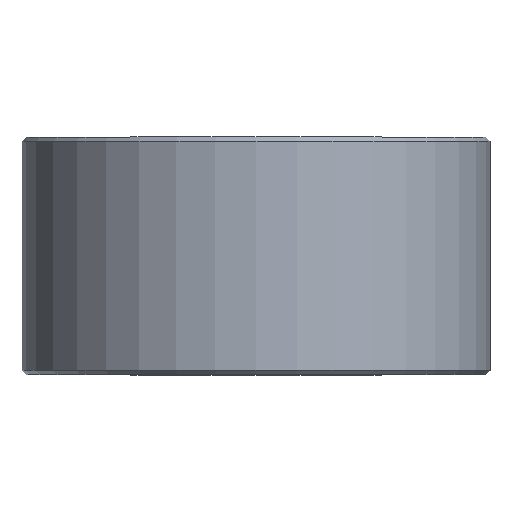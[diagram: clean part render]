
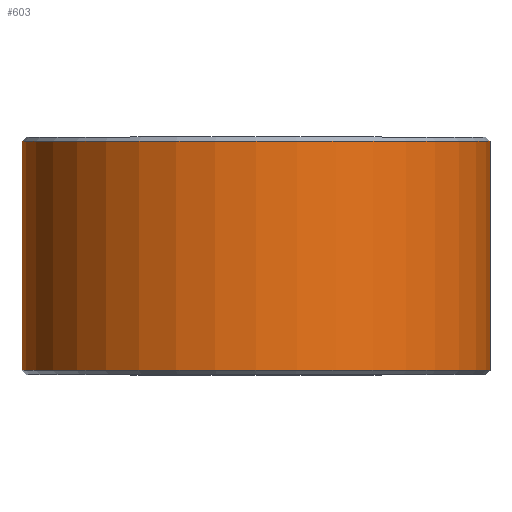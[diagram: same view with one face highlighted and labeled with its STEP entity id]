
A CAD part, top view. The second image highlights one B-rep face of the part: STEP entity #603.
In plain terms, the highlighted cylindrical face has radius 14.275 mm (diameter 28.55 mm), a full revolution.
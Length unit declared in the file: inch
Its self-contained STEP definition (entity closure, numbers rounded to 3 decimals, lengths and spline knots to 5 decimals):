
#15=CYLINDRICAL_SURFACE('',#667,0.562);
#51=FACE_BOUND('',#177,.T.);
#85=CIRCLE('',#666,0.562);
#86=CIRCLE('',#668,0.562);
#120=FACE_OUTER_BOUND('',#176,.T.);
#176=EDGE_LOOP('',(#522));
#177=EDGE_LOOP('',(#523));
#338=VERTEX_POINT('',#998);
#339=VERTEX_POINT('',#1001);
#408=EDGE_CURVE('',#338,#338,#85,.T.);
#409=EDGE_CURVE('',#339,#339,#86,.T.);
#522=ORIENTED_EDGE('',*,*,#409,.F.);
#523=ORIENTED_EDGE('',*,*,#408,.F.);
#603=ADVANCED_FACE('',(#120,#51),#15,.T.);
#666=AXIS2_PLACEMENT_3D('',#999,#814,#815);
#667=AXIS2_PLACEMENT_3D('',#1000,#816,#817);
#668=AXIS2_PLACEMENT_3D('',#1002,#818,#819);
#814=DIRECTION('center_axis',(0.,-1.,0.));
#815=DIRECTION('ref_axis',(1.,0.,0.));
#816=DIRECTION('center_axis',(0.,-1.,0.));
#817=DIRECTION('ref_axis',(1.,0.,0.));
#818=DIRECTION('center_axis',(0.,1.,0.));
#819=DIRECTION('ref_axis',(1.,0.,0.));
#998=CARTESIAN_POINT('',(-0.562,-0.56,0.));
#999=CARTESIAN_POINT('Origin',(0.,-0.56,0.));
#1000=CARTESIAN_POINT('Origin',(0.,0.,0.));
#1001=CARTESIAN_POINT('',(-0.562,-0.01,0.));
#1002=CARTESIAN_POINT('Origin',(0.,-0.01,0.));
